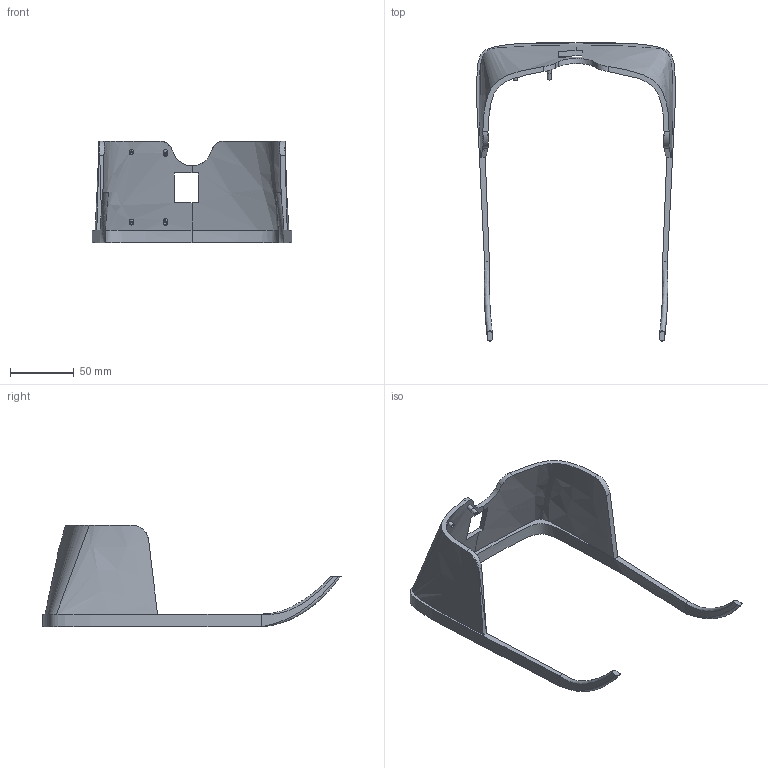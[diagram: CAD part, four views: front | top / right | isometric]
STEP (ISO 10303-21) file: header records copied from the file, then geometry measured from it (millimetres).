
FILE_DESCRIPTION(/* description */ ('STEP AP214'),/* implementation_level */ '2;1');
FILE_NAME(/* name */ 'Glasses1.step',/* time_stamp */ '2026-01-28T16:32:53+01:00',/* author */ (''),/* organization */ (''),/* preprocessor_version */ 'ST-DEVELOPER v20.1',/* originating_system */ 'Autodesk Translation Framework v14.24.0.0',/* authorisation */ '');
FILE_SCHEMA (('AUTOMOTIVE_DESIGN { 1 0 10303 214 3 1 1 }'));
Length unit declared in the file: millimetre
Products named in the file (1): glasses with edifice
Bounding box: 157.26 x 234.86 x 80 mm (x, y, z)
Volume: 107600.6 mm3; surface area: 55861 mm2
Topology: 1 solids, 1 shells, 59 faces, 155 edges, 104 vertices
Faces by surface type: plane 25, bspline 19, cylinder 15
Full cylindrical faces by diameter (mm): 2.529 x4, 3.2 x3, 3.48 x1
Entity records: 3737 total; most frequent: CARTESIAN_POINT 2443, ORIENTED_EDGE 310, DIRECTION 172, EDGE_CURVE 155, VERTEX_POINT 104, B_SPLINE_CURVE_WITH_KNOTS 82, EDGE_LOOP 67, FACE_OUTER_BOUND 59
